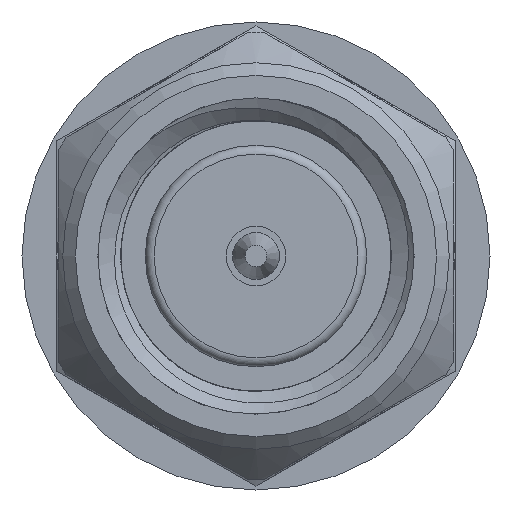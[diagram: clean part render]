
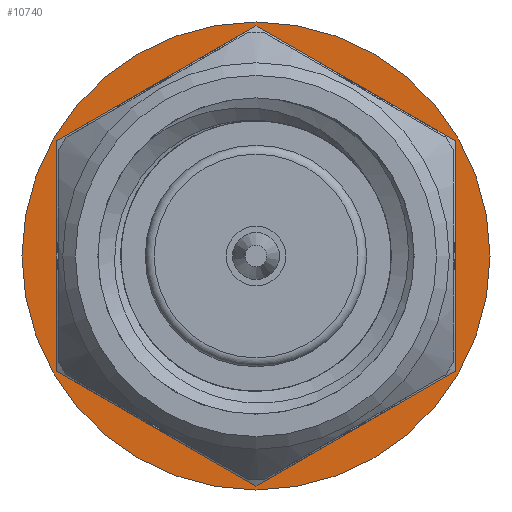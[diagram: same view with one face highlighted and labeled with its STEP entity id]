
A CAD part, left-side view. The second image highlights one B-rep face of the part: STEP entity #10740.
In plain terms, the highlighted planar face has unit normal (-1, 0, 0).
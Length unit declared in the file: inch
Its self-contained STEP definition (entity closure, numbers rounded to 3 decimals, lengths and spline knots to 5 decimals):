
#2488 = CARTESIAN_POINT ( 'NONE',  ( 0.59806, 0., 0. ) ) ;
#2500 = CIRCLE ( 'NONE', #6545, 0.185 ) ;
#2555 = FACE_BOUND ( 'NONE', #11302, .T. ) ;
#2704 = EDGE_CURVE ( 'NONE', #12399, #12399, #10062, .T. ) ;
#2774 = CARTESIAN_POINT ( 'NONE',  ( 0.59806, 0., 0.155 ) ) ;
#3421 = EDGE_CURVE ( 'NONE', #9396, #9396, #2500, .T. ) ;
#4037 = CARTESIAN_POINT ( 'NONE',  ( 0.59806, 0., 0.185 ) ) ;
#4267 = CARTESIAN_POINT ( 'NONE',  ( 0.59806, 0., 0. ) ) ;
#6545 = AXIS2_PLACEMENT_3D ( 'NONE', #6833, #7826, #10000 ) ;
#6833 = CARTESIAN_POINT ( 'NONE',  ( 0.59806, 0., 0. ) ) ;
#7445 = DIRECTION ( 'NONE',  ( 0., 0., 1. ) ) ;
#7599 = AXIS2_PLACEMENT_3D ( 'NONE', #4267, #8429, #7445 ) ;
#7826 = DIRECTION ( 'NONE',  ( -1., 0., 0. ) ) ;
#8117 = DIRECTION ( 'NONE',  ( -1., 0., 0. ) ) ;
#8429 = DIRECTION ( 'NONE',  ( -1., 0., 0. ) ) ;
#8696 = ORIENTED_EDGE ( 'NONE', *, *, #3421, .T. ) ;
#9396 = VERTEX_POINT ( 'NONE', #4037 ) ;
#10000 = DIRECTION ( 'NONE',  ( 0., 0., 1. ) ) ;
#10062 = CIRCLE ( 'NONE', #7599, 0.155 ) ;
#10663 = EDGE_LOOP ( 'NONE', ( #8696 ) ) ;
#10740 = ADVANCED_FACE ( 'NONE', ( #2555, #12252 ), #13236, .T. ) ;
#10765 = AXIS2_PLACEMENT_3D ( 'NONE', #2488, #8117, #11210 ) ;
#11210 = DIRECTION ( 'NONE',  ( 0., 0., 1. ) ) ;
#11302 = EDGE_LOOP ( 'NONE', ( #12067 ) ) ;
#12067 = ORIENTED_EDGE ( 'NONE', *, *, #2704, .F. ) ;
#12252 = FACE_OUTER_BOUND ( 'NONE', #10663, .T. ) ;
#12399 = VERTEX_POINT ( 'NONE', #2774 ) ;
#13236 = PLANE ( 'NONE',  #10765 ) ;
